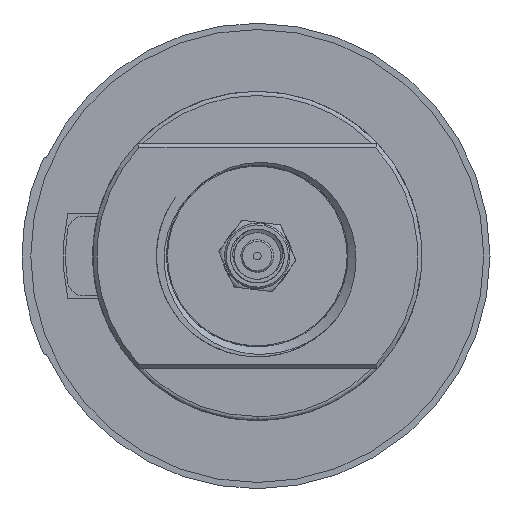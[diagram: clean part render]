
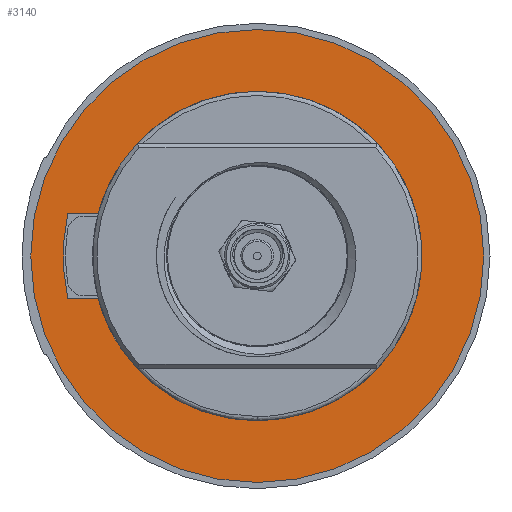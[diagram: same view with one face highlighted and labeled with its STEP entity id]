
A CAD part, front view. The second image highlights one B-rep face of the part: STEP entity #3140.
In plain terms, the highlighted face is planar.
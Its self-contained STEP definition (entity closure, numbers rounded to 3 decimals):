
#72 = EDGE_LOOP ( 'NONE', ( #12956, #10425, #20263, #915, #15640, #10616 ) ) ;
#237 = VERTEX_POINT ( 'NONE', #9588 ) ;
#915 = ORIENTED_EDGE ( 'NONE', *, *, #4755, .T. ) ;
#922 = LINE ( 'NONE', #21191, #14191 ) ;
#1108 = VERTEX_POINT ( 'NONE', #6175 ) ;
#2844 = DIRECTION ( 'NONE',  ( 1., 0., 0. ) ) ;
#3140 = ADVANCED_FACE ( 'NONE', ( #5364, #20477 ), #9594, .T. ) ;
#3448 = CARTESIAN_POINT ( 'NONE',  ( 29.05, 45.665, -6. ) ) ;
#4056 = CARTESIAN_POINT ( 'NONE',  ( 24., 24., -6. ) ) ;
#4061 = CIRCLE ( 'NONE', #13580, 23.1 ) ;
#4185 = CARTESIAN_POINT ( 'NONE',  ( 24., 24., -6. ) ) ;
#4251 = CARTESIAN_POINT ( 'NONE',  ( 7., 24., -6. ) ) ;
#4437 = VERTEX_POINT ( 'NONE', #7289 ) ;
#4494 = AXIS2_PLACEMENT_3D ( 'NONE', #13958, #15781, #12637 ) ;
#4539 = EDGE_CURVE ( 'NONE', #4437, #8552, #922, .T. ) ;
#4686 = DIRECTION ( 'NONE',  ( 0., 0., -1. ) ) ;
#4690 = CIRCLE ( 'NONE', #14517, 17. ) ;
#4755 = EDGE_CURVE ( 'NONE', #20888, #13275, #18636, .T. ) ;
#5144 = DIRECTION ( 'NONE',  ( 0., 1., 0. ) ) ;
#5364 = FACE_OUTER_BOUND ( 'NONE', #20600, .T. ) ;
#6175 = CARTESIAN_POINT ( 'NONE',  ( 29.05, 40.233, -6. ) ) ;
#6322 = DIRECTION ( 'NONE',  ( 0., -1., 0. ) ) ;
#6451 = CARTESIAN_POINT ( 'NONE',  ( 13.782, 45.665, -6. ) ) ;
#7289 = CARTESIAN_POINT ( 'NONE',  ( 18.95, 46.541, -6. ) ) ;
#7733 = CARTESIAN_POINT ( 'NONE',  ( 24., 24., -6. ) ) ;
#7833 = CARTESIAN_POINT ( 'NONE',  ( 29.05, 46.541, -6. ) ) ;
#7967 = CARTESIAN_POINT ( 'NONE',  ( 24., 24., -6. ) ) ;
#8552 = VERTEX_POINT ( 'NONE', #9547 ) ;
#8796 = DIRECTION ( 'NONE',  ( 0., 0., 1. ) ) ;
#9367 = EDGE_CURVE ( 'NONE', #237, #11658, #17786, .T. ) ;
#9481 = DIRECTION ( 'NONE',  ( -1., 0., 0. ) ) ;
#9547 = CARTESIAN_POINT ( 'NONE',  ( 18.95, 40.233, -6. ) ) ;
#9588 = CARTESIAN_POINT ( 'NONE',  ( -2.96, 24., -6. ) ) ;
#9594 = PLANE ( 'NONE',  #20800 ) ;
#9668 = DIRECTION ( 'NONE',  ( -1., 0., 0. ) ) ;
#10038 = CARTESIAN_POINT ( 'NONE',  ( 50.96, 24., -6. ) ) ;
#10425 = ORIENTED_EDGE ( 'NONE', *, *, #4539, .T. ) ;
#10616 = ORIENTED_EDGE ( 'NONE', *, *, #21505, .T. ) ;
#10786 = DIRECTION ( 'NONE',  ( -1., 0., 0. ) ) ;
#10957 = CIRCLE ( 'NONE', #15899, 17. ) ;
#11127 = DIRECTION ( 'NONE',  ( 0., 0., -1. ) ) ;
#11658 = VERTEX_POINT ( 'NONE', #10038 ) ;
#12637 = DIRECTION ( 'NONE',  ( -1., 0., 0. ) ) ;
#12871 = AXIS2_PLACEMENT_3D ( 'NONE', #7733, #11127, #9481 ) ;
#12910 = EDGE_CURVE ( 'NONE', #19033, #4437, #4061, .T. ) ;
#12956 = ORIENTED_EDGE ( 'NONE', *, *, #12910, .T. ) ;
#13275 = VERTEX_POINT ( 'NONE', #20474 ) ;
#13427 = DIRECTION ( 'NONE',  ( -1., 0., 0. ) ) ;
#13580 = AXIS2_PLACEMENT_3D ( 'NONE', #7967, #14500, #2844 ) ;
#13721 = CARTESIAN_POINT ( 'NONE',  ( 24., 24., -6. ) ) ;
#13958 = CARTESIAN_POINT ( 'NONE',  ( 24., 24., -6. ) ) ;
#14191 = VECTOR ( 'NONE', #6322, 1000. ) ;
#14500 = DIRECTION ( 'NONE',  ( 0., 0., 1. ) ) ;
#14517 = AXIS2_PLACEMENT_3D ( 'NONE', #4185, #17535, #16434 ) ;
#15427 = EDGE_CURVE ( 'NONE', #13275, #1108, #10957, .T. ) ;
#15640 = ORIENTED_EDGE ( 'NONE', *, *, #15427, .T. ) ;
#15781 = DIRECTION ( 'NONE',  ( 0., 0., -1. ) ) ;
#15782 = EDGE_CURVE ( 'NONE', #8552, #20888, #4690, .T. ) ;
#15899 = AXIS2_PLACEMENT_3D ( 'NONE', #4056, #16318, #10786 ) ;
#16205 = VECTOR ( 'NONE', #5144, 1000. ) ;
#16318 = DIRECTION ( 'NONE',  ( 0., 0., 1. ) ) ;
#16384 = AXIS2_PLACEMENT_3D ( 'NONE', #13721, #8796, #13427 ) ;
#16434 = DIRECTION ( 'NONE',  ( -1., 0., 0. ) ) ;
#17535 = DIRECTION ( 'NONE',  ( 0., 0., 1. ) ) ;
#17786 = CIRCLE ( 'NONE', #12871, 26.96 ) ;
#17821 = ORIENTED_EDGE ( 'NONE', *, *, #18298, .T. ) ;
#17893 = CIRCLE ( 'NONE', #4494, 26.96 ) ;
#18298 = EDGE_CURVE ( 'NONE', #11658, #237, #17893, .T. ) ;
#18636 = CIRCLE ( 'NONE', #16384, 17. ) ;
#19033 = VERTEX_POINT ( 'NONE', #7833 ) ;
#20140 = LINE ( 'NONE', #3448, #16205 ) ;
#20263 = ORIENTED_EDGE ( 'NONE', *, *, #15782, .T. ) ;
#20474 = CARTESIAN_POINT ( 'NONE',  ( 41., 24., -6. ) ) ;
#20477 = FACE_BOUND ( 'NONE', #72, .T. ) ;
#20559 = ORIENTED_EDGE ( 'NONE', *, *, #9367, .T. ) ;
#20600 = EDGE_LOOP ( 'NONE', ( #20559, #17821 ) ) ;
#20800 = AXIS2_PLACEMENT_3D ( 'NONE', #6451, #4686, #9668 ) ;
#20888 = VERTEX_POINT ( 'NONE', #4251 ) ;
#21191 = CARTESIAN_POINT ( 'NONE',  ( 18.95, 45.665, -6. ) ) ;
#21505 = EDGE_CURVE ( 'NONE', #1108, #19033, #20140, .T. ) ;
